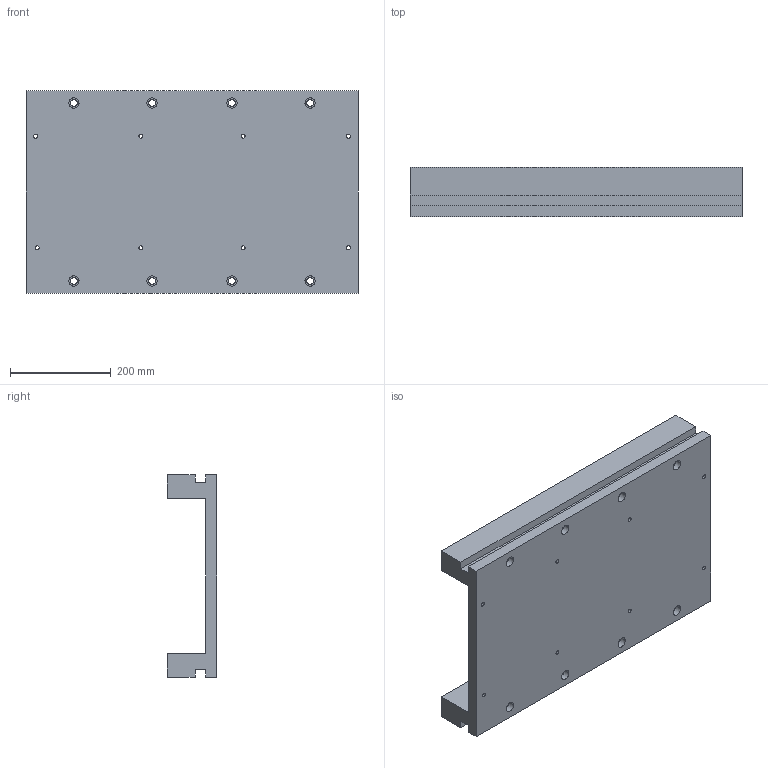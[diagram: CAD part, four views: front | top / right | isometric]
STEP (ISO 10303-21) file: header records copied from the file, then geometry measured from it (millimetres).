
FILE_DESCRIPTION(('produced by SPATIAL CORP'),'2;1');
FILE_NAME('1626house.prt.hh.sat.stp','2002-04-19T13:38:20+00:00',('SPATIAL CORP'),('SPATIAL CORP'), 'ACIS STEP Husk','http://www.spatial.com','SPATIAL CORP');
FILE_SCHEMA(('CONFIG_CONTROL_DESIGN'));
Length unit declared in the file: millimetre
Products named in the file (1): PRODUCT_ID_1
Bounding box: 660.4 x 98.42 x 403.23 mm (x, y, z)
Volume: 10135802.7 mm3; surface area: 873493.9 mm2
Topology: 1 solids, 1 shells, 96 faces, 236 edges, 152 vertices
Faces by surface type: cylinder 52, plane 28, cone 16
Entity records: 3021 total; most frequent: DIRECTION 548, CARTESIAN_POINT 484, ORIENTED_EDGE 472, EDGE_CURVE 236, AXIS2_PLACEMENT_3D 216, VERTEX_POINT 152, EDGE_LOOP 138, FACE_BOUND 138
